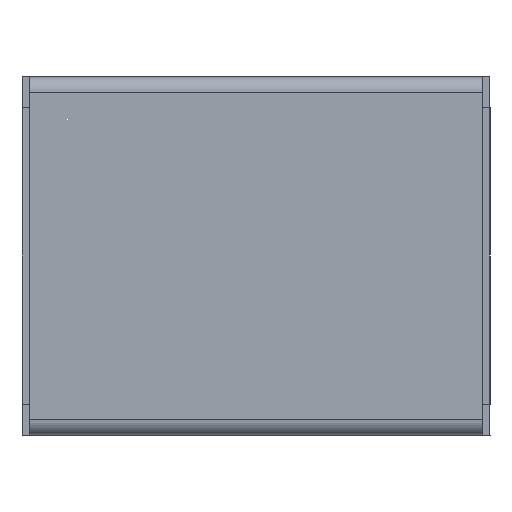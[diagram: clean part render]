
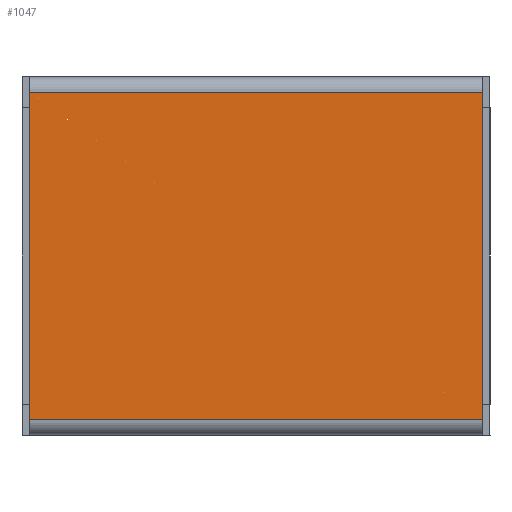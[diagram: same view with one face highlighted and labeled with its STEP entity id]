
A CAD part, left-side view. The second image highlights one B-rep face of the part: STEP entity #1047.
In plain terms, the highlighted planar face has unit normal (-1, 0, 0).
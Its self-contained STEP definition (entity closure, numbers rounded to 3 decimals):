
#193=EDGE_CURVE('',#433,#434,#435,.T.);
#229=EDGE_CURVE('',#433,#486,#487,.T.);
#247=EDGE_CURVE('',#486,#508,#511,.T.);
#269=EDGE_CURVE('',#434,#508,#543,.T.);
#433=VERTEX_POINT('',#770);
#434=VERTEX_POINT('',#771);
#435=LINE('',#772,#773);
#486=VERTEX_POINT('',#855);
#487=LINE('',#856,#857);
#508=VERTEX_POINT('',#892);
#511=LINE('',#896,#897);
#543=LINE('',#948,#949);
#770=CARTESIAN_POINT('',(-0.3,0.145,-0.105));
#771=CARTESIAN_POINT('',(-0.3,0.145,0.105));
#772=CARTESIAN_POINT('',(-0.3,0.145,-0.105));
#773=VECTOR('',#1106,0.21);
#855=CARTESIAN_POINT('',(-0.3,-0.145,-0.105));
#856=CARTESIAN_POINT('',(-0.3,0.145,-0.105));
#857=VECTOR('',#1132,0.29);
#892=CARTESIAN_POINT('',(-0.3,-0.145,0.105));
#896=CARTESIAN_POINT('',(-0.3,-0.145,-0.105));
#897=VECTOR('',#1145,0.21);
#948=CARTESIAN_POINT('',(-0.3,0.145,0.105));
#949=VECTOR('',#1160,0.29);
#1047=ADVANCED_FACE('',(#1207),#1208,.T.);
#1106=DIRECTION('',(0.0,0.0,1.0));
#1132=DIRECTION('',(0.0,-1.0,0.0));
#1145=DIRECTION('',(0.0,0.0,1.0));
#1160=DIRECTION('',(0.0,-1.0,0.0));
#1207=FACE_OUTER_BOUND('',#1276,.T.);
#1208=PLANE('',#1277);
#1276=EDGE_LOOP('',(#1449,#1450,#1451,#1452));
#1277=AXIS2_PLACEMENT_3D('',#1453,#1454,#1455);
#1449=ORIENTED_EDGE('',*,*,#247,.T.);
#1450=ORIENTED_EDGE('',*,*,#269,.F.);
#1451=ORIENTED_EDGE('',*,*,#193,.F.);
#1452=ORIENTED_EDGE('',*,*,#229,.T.);
#1453=CARTESIAN_POINT('',(-0.3,0.145,-0.115));
#1454=DIRECTION('',(-1.0,0.0,0.0));
#1455=DIRECTION('',(0.0,0.0,1.0));
